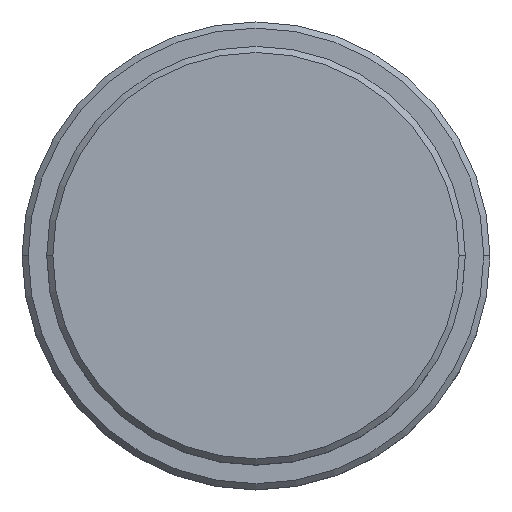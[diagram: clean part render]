
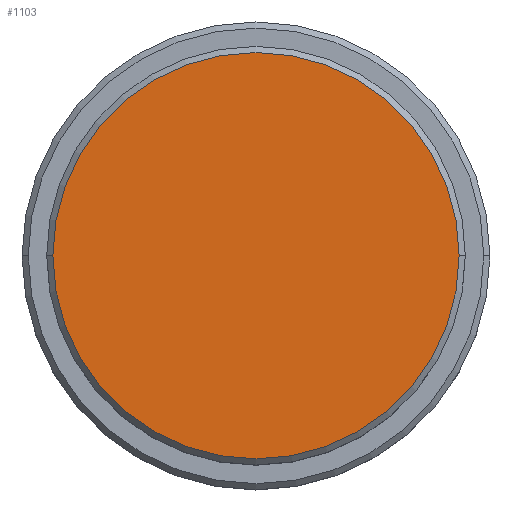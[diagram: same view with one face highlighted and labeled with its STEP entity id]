
A CAD part, top view. The second image highlights one B-rep face of the part: STEP entity #1103.
In plain terms, the highlighted planar face has unit normal (0, 0, 1).
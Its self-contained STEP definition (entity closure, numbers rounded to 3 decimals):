
#1 = CIRCLE ( 'NONE', #397, 16.5 ) ;
#4 = DIRECTION ( 'NONE',  ( 1., 0., 0. ) ) ;
#22 = ORIENTED_EDGE ( 'NONE', *, *, #589, .T. ) ;
#94 = PLANE ( 'NONE',  #1058 ) ;
#129 = CARTESIAN_POINT ( 'NONE',  ( -16.5, 0., 0. ) ) ;
#200 = DIRECTION ( 'NONE',  ( 1., 0., 0. ) ) ;
#206 = CARTESIAN_POINT ( 'NONE',  ( 0., 0., 0. ) ) ;
#278 = AXIS2_PLACEMENT_3D ( 'NONE', #1319, #1106, #4 ) ;
#397 = AXIS2_PLACEMENT_3D ( 'NONE', #1268, #1072, #612 ) ;
#474 = CARTESIAN_POINT ( 'NONE',  ( 16.5, 0., 0. ) ) ;
#589 = EDGE_CURVE ( 'NONE', #1023, #632, #794, .T. ) ;
#612 = DIRECTION ( 'NONE',  ( 1., 0., 0. ) ) ;
#632 = VERTEX_POINT ( 'NONE', #129 ) ;
#744 = DIRECTION ( 'NONE',  ( 0., 0., 1. ) ) ;
#794 = CIRCLE ( 'NONE', #278, 16.5 ) ;
#905 = ORIENTED_EDGE ( 'NONE', *, *, #929, .T. ) ;
#927 = FACE_OUTER_BOUND ( 'NONE', #1357, .T. ) ;
#929 = EDGE_CURVE ( 'NONE', #632, #1023, #1, .T. ) ;
#1023 = VERTEX_POINT ( 'NONE', #474 ) ;
#1058 = AXIS2_PLACEMENT_3D ( 'NONE', #206, #744, #200 ) ;
#1072 = DIRECTION ( 'NONE',  ( 0., 0., 1. ) ) ;
#1103 = ADVANCED_FACE ( 'NONE', ( #927 ), #94, .T. ) ;
#1106 = DIRECTION ( 'NONE',  ( 0., 0., 1. ) ) ;
#1268 = CARTESIAN_POINT ( 'NONE',  ( 0., 0., 0. ) ) ;
#1319 = CARTESIAN_POINT ( 'NONE',  ( 0., 0., 0. ) ) ;
#1357 = EDGE_LOOP ( 'NONE', ( #905, #22 ) ) ;
